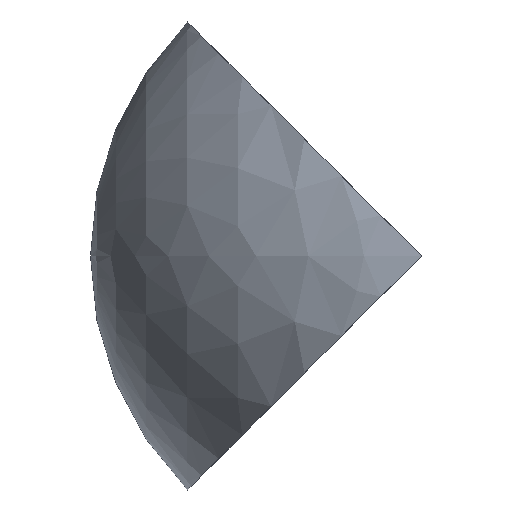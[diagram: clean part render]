
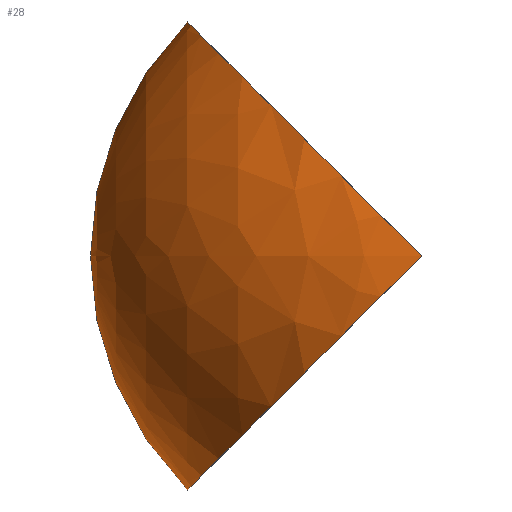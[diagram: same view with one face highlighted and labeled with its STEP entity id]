
A CAD part, left-side view. The second image highlights one B-rep face of the part: STEP entity #28.
In plain terms, the highlighted spherical face has radius 105 mm.
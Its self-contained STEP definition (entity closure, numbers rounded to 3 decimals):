
#28 = ADVANCED_FACE('',(#29),#44,.T.);
#29 = FACE_BOUND('',#30,.F.);
#30 = EDGE_LOOP('',(#31,#62,#63,#136));
#31 = ORIENTED_EDGE('',*,*,#32,.F.);
#32 = EDGE_CURVE('',#33,#35,#37,.T.);
#33 = VERTEX_POINT('',#34);
#34 = CARTESIAN_POINT('',(0.,105.,0.));
#35 = VERTEX_POINT('',#36);
#36 = CARTESIAN_POINT('',(-105.,0.,0.));
#37 = SEAM_CURVE('',#38,(#43,#55),.PCURVE_S1.);
#38 = CIRCLE('',#39,105.);
#39 = AXIS2_PLACEMENT_3D('',#40,#41,#42);
#40 = CARTESIAN_POINT('',(0.,0.,0.));
#41 = DIRECTION('',(0.,0.,1.));
#42 = DIRECTION('',(1.,0.,0.));
#43 = PCURVE('',#44,#49);
#44 = SPHERICAL_SURFACE('',#45,105.);
#45 = AXIS2_PLACEMENT_3D('',#46,#47,#48);
#46 = CARTESIAN_POINT('',(0.,0.,0.));
#47 = DIRECTION('',(-0.,-1.,-0.));
#48 = DIRECTION('',(-1.,0.,0.));
#49 = DEFINITIONAL_REPRESENTATION('',(#50),#54);
#50 = LINE('',#51,#52);
#51 = CARTESIAN_POINT('',(-0.,-3.142));
#52 = VECTOR('',#53,1.);
#53 = DIRECTION('',(-0.,1.));
#54 = ( GEOMETRIC_REPRESENTATION_CONTEXT(2) 
PARAMETRIC_REPRESENTATION_CONTEXT() REPRESENTATION_CONTEXT('2D SPACE',''
  ) );
#55 = PCURVE('',#44,#56);
#56 = DEFINITIONAL_REPRESENTATION('',(#57),#61);
#57 = LINE('',#58,#59);
#58 = CARTESIAN_POINT('',(-6.283,-3.142));
#59 = VECTOR('',#60,1.);
#60 = DIRECTION('',(-0.,1.));
#61 = ( GEOMETRIC_REPRESENTATION_CONTEXT(2) 
PARAMETRIC_REPRESENTATION_CONTEXT() REPRESENTATION_CONTEXT('2D SPACE',''
  ) );
#62 = ORIENTED_EDGE('',*,*,#32,.T.);
#63 = ORIENTED_EDGE('',*,*,#64,.T.);
#64 = EDGE_CURVE('',#35,#65,#67,.T.);
#65 = VERTEX_POINT('',#66);
#66 = CARTESIAN_POINT('',(105.,0.,0.));
#67 = SURFACE_CURVE('',#68,(#73,#124),.PCURVE_S1.);
#68 = CIRCLE('',#69,105.);
#69 = AXIS2_PLACEMENT_3D('',#70,#71,#72);
#70 = CARTESIAN_POINT('',(0.,0.,
    0.));
#71 = DIRECTION('',(0.,-0.707,-0.707)
  );
#72 = DIRECTION('',(0.,0.707,-0.707));
#73 = PCURVE('',#44,#74);
#74 = DEFINITIONAL_REPRESENTATION('',(#75),#123);
#75 = B_SPLINE_CURVE_WITH_KNOTS('',10,(#76,#77,#78,#79,#80,#81,#82,#83,
    #84,#85,#86,#87,#88,#89,#90,#91,#92,#93,#94,#95,#96,#97,#98,#99,#100
    ,#101,#102,#103,#104,#105,#106,#107,#108,#109,#110,#111,#112,#113,
    #114,#115,#116,#117,#118,#119,#120,#121,#122),.UNSPECIFIED.,.F.,.F.,
  (11,9,9,9,9,11),(4.712,5.498,6.087,
    6.529,7.191,7.854),.UNSPECIFIED.);
#76 = CARTESIAN_POINT('',(-6.283,0.));
#77 = CARTESIAN_POINT('',(-6.228,-0.056));
#78 = CARTESIAN_POINT('',(-6.172,-0.111));
#79 = CARTESIAN_POINT('',(-6.116,-0.166));
#80 = CARTESIAN_POINT('',(-6.059,-0.221));
#81 = CARTESIAN_POINT('',(-6.001,-0.275));
#82 = CARTESIAN_POINT('',(-5.94,-0.328));
#83 = CARTESIAN_POINT('',(-5.877,-0.38));
#84 = CARTESIAN_POINT('',(-5.811,-0.43));
#85 = CARTESIAN_POINT('',(-5.742,-0.478));
#86 = CARTESIAN_POINT('',(-5.612,-0.558));
#87 = CARTESIAN_POINT('',(-5.554,-0.59));
#88 = CARTESIAN_POINT('',(-5.494,-0.621));
#89 = CARTESIAN_POINT('',(-5.43,-0.65));
#90 = CARTESIAN_POINT('',(-5.364,-0.676));
#91 = CARTESIAN_POINT('',(-5.294,-0.701));
#92 = CARTESIAN_POINT('',(-5.221,-0.722));
#93 = CARTESIAN_POINT('',(-5.145,-0.74));
#94 = CARTESIAN_POINT('',(-5.067,-0.755));
#95 = CARTESIAN_POINT('',(-4.926,-0.775));
#96 = CARTESIAN_POINT('',(-4.865,-0.781));
#97 = CARTESIAN_POINT('',(-4.803,-0.786));
#98 = CARTESIAN_POINT('',(-4.74,-0.788));
#99 = CARTESIAN_POINT('',(-4.677,-0.788));
#100 = CARTESIAN_POINT('',(-4.615,-0.786));
#101 = CARTESIAN_POINT('',(-4.553,-0.781));
#102 = CARTESIAN_POINT('',(-4.491,-0.775));
#103 = CARTESIAN_POINT('',(-4.431,-0.766));
#104 = CARTESIAN_POINT('',(-4.283,-0.74));
#105 = CARTESIAN_POINT('',(-4.198,-0.72));
#106 = CARTESIAN_POINT('',(-4.116,-0.696));
#107 = CARTESIAN_POINT('',(-4.038,-0.669));
#108 = CARTESIAN_POINT('',(-3.964,-0.638));
#109 = CARTESIAN_POINT('',(-3.894,-0.604));
#110 = CARTESIAN_POINT('',(-3.827,-0.569));
#111 = CARTESIAN_POINT('',(-3.764,-0.531));
#112 = CARTESIAN_POINT('',(-3.704,-0.491));
#113 = CARTESIAN_POINT('',(-3.588,-0.409));
#114 = CARTESIAN_POINT('',(-3.533,-0.367));
#115 = CARTESIAN_POINT('',(-3.48,-0.323));
#116 = CARTESIAN_POINT('',(-3.428,-0.278));
#117 = CARTESIAN_POINT('',(-3.379,-0.233));
#118 = CARTESIAN_POINT('',(-3.33,-0.187));
#119 = CARTESIAN_POINT('',(-3.282,-0.14));
#120 = CARTESIAN_POINT('',(-3.235,-0.094));
#121 = CARTESIAN_POINT('',(-3.188,-0.047));
#122 = CARTESIAN_POINT('',(-3.142,0.));
#123 = ( GEOMETRIC_REPRESENTATION_CONTEXT(2) 
PARAMETRIC_REPRESENTATION_CONTEXT() REPRESENTATION_CONTEXT('2D SPACE',''
  ) );
#124 = PCURVE('',#125,#130);
#125 = PLANE('',#126);
#126 = AXIS2_PLACEMENT_3D('',#127,#128,#129);
#127 = CARTESIAN_POINT('',(500.,0.,0.)
  );
#128 = DIRECTION('',(0.,-0.707,-0.707)
  );
#129 = DIRECTION('',(0.,0.707,-0.707)
  );
#130 = DEFINITIONAL_REPRESENTATION('',(#131),#135);
#131 = CIRCLE('',#132,105.);
#132 = AXIS2_PLACEMENT_2D('',#133,#134);
#133 = CARTESIAN_POINT('',(0.,-500.));
#134 = DIRECTION('',(1.,0.));
#135 = ( GEOMETRIC_REPRESENTATION_CONTEXT(2) 
PARAMETRIC_REPRESENTATION_CONTEXT() REPRESENTATION_CONTEXT('2D SPACE',''
  ) );
#136 = ORIENTED_EDGE('',*,*,#137,.T.);
#137 = EDGE_CURVE('',#65,#35,#138,.T.);
#138 = SURFACE_CURVE('',#139,(#144,#195),.PCURVE_S1.);
#139 = CIRCLE('',#140,105.);
#140 = AXIS2_PLACEMENT_3D('',#141,#142,#143);
#141 = CARTESIAN_POINT('',(0.,0.,0.));
#142 = DIRECTION('',(0.,-0.707,0.707)
  );
#143 = DIRECTION('',(0.,-0.707,-0.707));
#144 = PCURVE('',#44,#145);
#145 = DEFINITIONAL_REPRESENTATION('',(#146),#194);
#146 = B_SPLINE_CURVE_WITH_KNOTS('',10,(#147,#148,#149,#150,#151,#152,
    #153,#154,#155,#156,#157,#158,#159,#160,#161,#162,#163,#164,#165,
    #166,#167,#168,#169,#170,#171,#172,#173,#174,#175,#176,#177,#178,
    #179,#180,#181,#182,#183,#184,#185,#186,#187,#188,#189,#190,#191,
    #192,#193),.UNSPECIFIED.,.F.,.F.,(11,9,9,9,9,11),(1.571,
    2.356,2.945,3.387,4.05,
    4.712),.UNSPECIFIED.);
#147 = CARTESIAN_POINT('',(-3.142,0.));
#148 = CARTESIAN_POINT('',(-3.086,-0.056));
#149 = CARTESIAN_POINT('',(-3.031,-0.111));
#150 = CARTESIAN_POINT('',(-2.975,-0.166));
#151 = CARTESIAN_POINT('',(-2.918,-0.221));
#152 = CARTESIAN_POINT('',(-2.859,-0.275));
#153 = CARTESIAN_POINT('',(-2.799,-0.328));
#154 = CARTESIAN_POINT('',(-2.736,-0.38));
#155 = CARTESIAN_POINT('',(-2.67,-0.43));
#156 = CARTESIAN_POINT('',(-2.6,-0.478));
#157 = CARTESIAN_POINT('',(-2.471,-0.558));
#158 = CARTESIAN_POINT('',(-2.413,-0.59));
#159 = CARTESIAN_POINT('',(-2.352,-0.621));
#160 = CARTESIAN_POINT('',(-2.288,-0.65));
#161 = CARTESIAN_POINT('',(-2.222,-0.676));
#162 = CARTESIAN_POINT('',(-2.152,-0.701));
#163 = CARTESIAN_POINT('',(-2.079,-0.722));
#164 = CARTESIAN_POINT('',(-2.004,-0.74));
#165 = CARTESIAN_POINT('',(-1.925,-0.755));
#166 = CARTESIAN_POINT('',(-1.785,-0.775));
#167 = CARTESIAN_POINT('',(-1.724,-0.781));
#168 = CARTESIAN_POINT('',(-1.661,-0.786));
#169 = CARTESIAN_POINT('',(-1.599,-0.788));
#170 = CARTESIAN_POINT('',(-1.536,-0.788));
#171 = CARTESIAN_POINT('',(-1.473,-0.786));
#172 = CARTESIAN_POINT('',(-1.411,-0.781));
#173 = CARTESIAN_POINT('',(-1.35,-0.775));
#174 = CARTESIAN_POINT('',(-1.289,-0.766));
#175 = CARTESIAN_POINT('',(-1.142,-0.74));
#176 = CARTESIAN_POINT('',(-1.056,-0.72));
#177 = CARTESIAN_POINT('',(-0.974,-0.696));
#178 = CARTESIAN_POINT('',(-0.896,-0.669));
#179 = CARTESIAN_POINT('',(-0.822,-0.638));
#180 = CARTESIAN_POINT('',(-0.752,-0.604));
#181 = CARTESIAN_POINT('',(-0.686,-0.569));
#182 = CARTESIAN_POINT('',(-0.622,-0.531));
#183 = CARTESIAN_POINT('',(-0.562,-0.491));
#184 = CARTESIAN_POINT('',(-0.446,-0.409));
#185 = CARTESIAN_POINT('',(-0.391,-0.367));
#186 = CARTESIAN_POINT('',(-0.338,-0.323));
#187 = CARTESIAN_POINT('',(-0.287,-0.278));
#188 = CARTESIAN_POINT('',(-0.237,-0.233));
#189 = CARTESIAN_POINT('',(-0.189,-0.187));
#190 = CARTESIAN_POINT('',(-0.141,-0.14));
#191 = CARTESIAN_POINT('',(-0.094,-0.094));
#192 = CARTESIAN_POINT('',(-0.047,-0.047));
#193 = CARTESIAN_POINT('',(0.,0.));
#194 = ( GEOMETRIC_REPRESENTATION_CONTEXT(2) 
PARAMETRIC_REPRESENTATION_CONTEXT() REPRESENTATION_CONTEXT('2D SPACE',''
  ) );
#195 = PCURVE('',#196,#201);
#196 = PLANE('',#197);
#197 = AXIS2_PLACEMENT_3D('',#198,#199,#200);
#198 = CARTESIAN_POINT('',(500.,137.89,137.89));
#199 = DIRECTION('',(0.,-0.707,0.707)
  );
#200 = DIRECTION('',(0.,-0.707,-0.707));
#201 = DEFINITIONAL_REPRESENTATION('',(#202),#206);
#202 = CIRCLE('',#203,105.);
#203 = AXIS2_PLACEMENT_2D('',#204,#205);
#204 = CARTESIAN_POINT('',(195.006,-500.));
#205 = DIRECTION('',(1.,0.));
#206 = ( GEOMETRIC_REPRESENTATION_CONTEXT(2) 
PARAMETRIC_REPRESENTATION_CONTEXT() REPRESENTATION_CONTEXT('2D SPACE',''
  ) );
